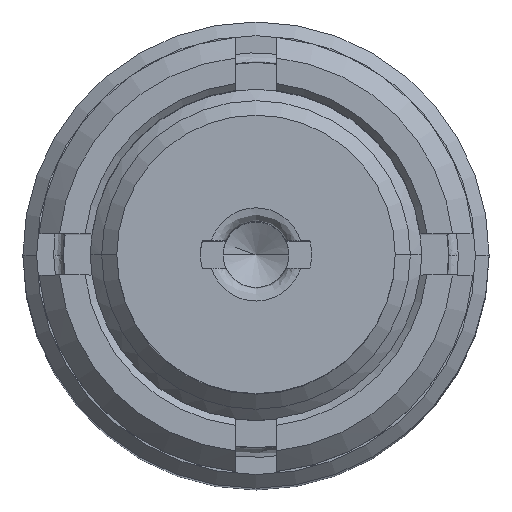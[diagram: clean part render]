
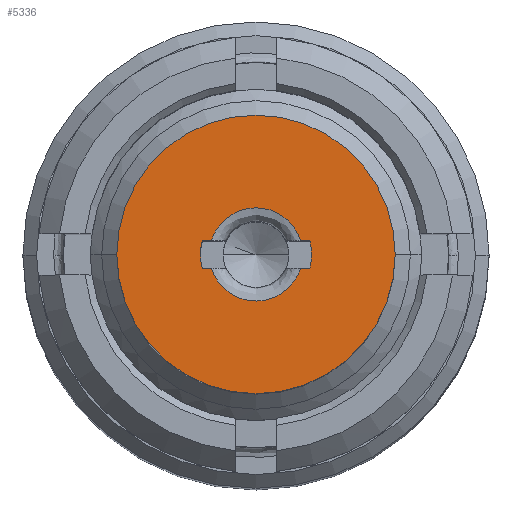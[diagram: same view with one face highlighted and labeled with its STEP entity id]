
A CAD part, top view. The second image highlights one B-rep face of the part: STEP entity #5336.
In plain terms, the highlighted planar face has unit normal (0, 0, 1).
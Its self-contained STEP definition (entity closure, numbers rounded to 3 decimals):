
#123 = CARTESIAN_POINT ( 'NONE',  ( 0., 0., -0.025 ) ) ;
#145 = DIRECTION ( 'NONE',  ( 1., 0., 0. ) ) ;
#150 = DIRECTION ( 'NONE',  ( 0., 0., -1. ) ) ;
#160 = CARTESIAN_POINT ( 'NONE',  ( 0., 0., -0.025 ) ) ;
#278 = CIRCLE ( 'NONE', #3980, 1.015 ) ;
#368 = VERTEX_POINT ( 'NONE', #2354 ) ;
#443 = VERTEX_POINT ( 'NONE', #2920 ) ;
#480 = EDGE_LOOP ( 'NONE', ( #6011, #1245 ) ) ;
#558 = CARTESIAN_POINT ( 'NONE',  ( -1.015, 0., -0.025 ) ) ;
#587 = VERTEX_POINT ( 'NONE', #1277 ) ;
#588 = LINE ( 'NONE', #5757, #1467 ) ;
#609 = CARTESIAN_POINT ( 'NONE',  ( 0.325, -0.1, -0.025 ) ) ;
#618 = CARTESIAN_POINT ( 'NONE',  ( 0.205, -0.491, -0.025 ) ) ;
#642 = CARTESIAN_POINT ( 'NONE',  ( -0.205, -0.491, -0.025 ) ) ;
#683 = CARTESIAN_POINT ( 'NONE',  ( -0.325, -0.1, -0.025 ) ) ;
#691 = CARTESIAN_POINT ( 'NONE',  ( 0.405, 0., -0.025 ) ) ;
#802 = CARTESIAN_POINT ( 'NONE',  ( 0.205, 0.491, -0.025 ) ) ;
#925 = VERTEX_POINT ( 'NONE', #4051 ) ;
#988 = CIRCLE ( 'NONE', #1728, 0.405 ) ;
#1245 = ORIENTED_EDGE ( 'NONE', *, *, #6189, .F. ) ;
#1277 = CARTESIAN_POINT ( 'NONE',  ( 0.392, 0.1, -0.025 ) ) ;
#1312 = CIRCLE ( 'NONE', #4421, 1.015 ) ;
#1325 = VERTEX_POINT ( 'NONE', #558 ) ;
#1467 = VECTOR ( 'NONE', #5596, 1000. ) ;
#1518 = EDGE_LOOP ( 'NONE', ( #5130, #3408, #6216, #2681, #2687, #1918, #3452, #5350, #5229 ) ) ;
#1585 =( BOUNDED_CURVE ( )  B_SPLINE_CURVE ( 3, ( #683, #642, #618, #609 ),
 .UNSPECIFIED., .F., .F. ) 
 B_SPLINE_CURVE_WITH_KNOTS ( ( 4, 4 ),
 ( 0., 1. ),
 .UNSPECIFIED. ) 
 CURVE ( )  GEOMETRIC_REPRESENTATION_ITEM ( )  RATIONAL_B_SPLINE_CURVE ( ( 1., 0.529, 0.529, 1. ) ) 
 REPRESENTATION_ITEM ( '' )  );
#1615 = AXIS2_PLACEMENT_3D ( 'NONE', #4649, #4638, #4616 ) ;
#1643 = VERTEX_POINT ( 'NONE', #4967 ) ;
#1728 = AXIS2_PLACEMENT_3D ( 'NONE', #4491, #4485, #4473 ) ;
#1854 = CARTESIAN_POINT ( 'NONE',  ( -0.392, -0.1, -0.025 ) ) ;
#1918 = ORIENTED_EDGE ( 'NONE', *, *, #4981, .T. ) ;
#1977 = CARTESIAN_POINT ( 'NONE',  ( -0.405, 0.1, -0.025 ) ) ;
#1979 = DIRECTION ( 'NONE',  ( 1., 0., 0. ) ) ;
#1999 = DIRECTION ( 'NONE',  ( -1., 0., 0. ) ) ;
#2002 = LINE ( 'NONE', #5282, #4159 ) ;
#2352 = CARTESIAN_POINT ( 'NONE',  ( -0.405, -0.1, -0.025 ) ) ;
#2354 = CARTESIAN_POINT ( 'NONE',  ( -0.325, 0.1, -0.025 ) ) ;
#2361 = DIRECTION ( 'NONE',  ( -1., 0., 0. ) ) ;
#2507 = VERTEX_POINT ( 'NONE', #1854 ) ;
#2526 =( BOUNDED_CURVE ( )  B_SPLINE_CURVE ( 3, ( #4267, #802, #5404, #2825 ),
 .UNSPECIFIED., .F., .T. ) 
 B_SPLINE_CURVE_WITH_KNOTS ( ( 4, 4 ),
 ( 0., 1. ),
 .UNSPECIFIED. ) 
 CURVE ( )  GEOMETRIC_REPRESENTATION_ITEM ( )  RATIONAL_B_SPLINE_CURVE ( ( 1., 0.529, 0.529, 1. ) ) 
 REPRESENTATION_ITEM ( '' )  );
#2681 = ORIENTED_EDGE ( 'NONE', *, *, #5475, .T. ) ;
#2687 = ORIENTED_EDGE ( 'NONE', *, *, #5220, .F. ) ;
#2823 = AXIS2_PLACEMENT_3D ( 'NONE', #2873, #2851, #2845 ) ;
#2825 = CARTESIAN_POINT ( 'NONE',  ( -0.325, 0.1, -0.025 ) ) ;
#2845 = DIRECTION ( 'NONE',  ( 1., 0., 0. ) ) ;
#2851 = DIRECTION ( 'NONE',  ( 0., 0., -1. ) ) ;
#2873 = CARTESIAN_POINT ( 'NONE',  ( 0., 0., -0.025 ) ) ;
#2910 = VECTOR ( 'NONE', #1979, 1000. ) ;
#2920 = CARTESIAN_POINT ( 'NONE',  ( 0.325, -0.1, -0.025 ) ) ;
#3061 = LINE ( 'NONE', #1977, #2910 ) ;
#3143 = DIRECTION ( 'NONE',  ( 1., 0., 0. ) ) ;
#3287 = CARTESIAN_POINT ( 'NONE',  ( 0., 0.24, -0.025 ) ) ;
#3408 = ORIENTED_EDGE ( 'NONE', *, *, #5815, .T. ) ;
#3434 = VERTEX_POINT ( 'NONE', #4521 ) ;
#3452 = ORIENTED_EDGE ( 'NONE', *, *, #4797, .T. ) ;
#3594 = CARTESIAN_POINT ( 'NONE',  ( 1.015, 0., -0.025 ) ) ;
#3980 = AXIS2_PLACEMENT_3D ( 'NONE', #123, #6040, #3143 ) ;
#4051 = CARTESIAN_POINT ( 'NONE',  ( 0.392, -0.1, -0.025 ) ) ;
#4159 = VECTOR ( 'NONE', #5260, 1000. ) ;
#4252 = LINE ( 'NONE', #2352, #4262 ) ;
#4262 = VECTOR ( 'NONE', #2361, 1000. ) ;
#4267 = CARTESIAN_POINT ( 'NONE',  ( 0.325, 0.1, -0.025 ) ) ;
#4325 = PLANE ( 'NONE',  #5988 ) ;
#4380 = VERTEX_POINT ( 'NONE', #5907 ) ;
#4421 = AXIS2_PLACEMENT_3D ( 'NONE', #160, #150, #145 ) ;
#4447 = CIRCLE ( 'NONE', #2823, 0.405 ) ;
#4473 = DIRECTION ( 'NONE',  ( 1., 0., 0. ) ) ;
#4481 = EDGE_CURVE ( 'NONE', #443, #925, #2002, .T. ) ;
#4485 = DIRECTION ( 'NONE',  ( 0., 0., -1. ) ) ;
#4491 = CARTESIAN_POINT ( 'NONE',  ( 0., 0., -0.025 ) ) ;
#4521 = CARTESIAN_POINT ( 'NONE',  ( 0.325, 0.1, -0.025 ) ) ;
#4616 = DIRECTION ( 'NONE',  ( 1., 0., 0. ) ) ;
#4620 = EDGE_CURVE ( 'NONE', #6012, #925, #988, .T. ) ;
#4638 = DIRECTION ( 'NONE',  ( 0., 0., -1. ) ) ;
#4649 = CARTESIAN_POINT ( 'NONE',  ( 0., 0., -0.025 ) ) ;
#4730 = FACE_BOUND ( 'NONE', #1518, .T. ) ;
#4735 = VERTEX_POINT ( 'NONE', #3594 ) ;
#4797 = EDGE_CURVE ( 'NONE', #587, #6012, #4447, .T. ) ;
#4967 = CARTESIAN_POINT ( 'NONE',  ( -0.325, -0.1, -0.025 ) ) ;
#4981 = EDGE_CURVE ( 'NONE', #3434, #587, #3061, .T. ) ;
#5130 = ORIENTED_EDGE ( 'NONE', *, *, #6015, .F. ) ;
#5220 = EDGE_CURVE ( 'NONE', #3434, #368, #2526, .T. ) ;
#5229 = ORIENTED_EDGE ( 'NONE', *, *, #4481, .F. ) ;
#5260 = DIRECTION ( 'NONE',  ( 1., 0., 0. ) ) ;
#5282 = CARTESIAN_POINT ( 'NONE',  ( 0., -0.1, -0.025 ) ) ;
#5336 = ADVANCED_FACE ( 'NONE', ( #5422, #4730 ), #4325, .F. ) ;
#5350 = ORIENTED_EDGE ( 'NONE', *, *, #4620, .T. ) ;
#5404 = CARTESIAN_POINT ( 'NONE',  ( -0.205, 0.491, -0.025 ) ) ;
#5422 = FACE_OUTER_BOUND ( 'NONE', #480, .T. ) ;
#5475 = EDGE_CURVE ( 'NONE', #4380, #368, #588, .T. ) ;
#5554 = EDGE_CURVE ( 'NONE', #2507, #4380, #6260, .T. ) ;
#5596 = DIRECTION ( 'NONE',  ( 1., 0., 0. ) ) ;
#5757 = CARTESIAN_POINT ( 'NONE',  ( -0.405, 0.1, -0.025 ) ) ;
#5815 = EDGE_CURVE ( 'NONE', #1643, #2507, #4252, .T. ) ;
#5907 = CARTESIAN_POINT ( 'NONE',  ( -0.392, 0.1, -0.025 ) ) ;
#5988 = AXIS2_PLACEMENT_3D ( 'NONE', #3287, #6179, #1999 ) ;
#6011 = ORIENTED_EDGE ( 'NONE', *, *, #6063, .F. ) ;
#6012 = VERTEX_POINT ( 'NONE', #691 ) ;
#6015 = EDGE_CURVE ( 'NONE', #1643, #443, #1585, .T. ) ;
#6040 = DIRECTION ( 'NONE',  ( 0., 0., -1. ) ) ;
#6063 = EDGE_CURVE ( 'NONE', #4735, #1325, #1312, .T. ) ;
#6179 = DIRECTION ( 'NONE',  ( 0., 0., -1. ) ) ;
#6189 = EDGE_CURVE ( 'NONE', #1325, #4735, #278, .T. ) ;
#6216 = ORIENTED_EDGE ( 'NONE', *, *, #5554, .T. ) ;
#6260 = CIRCLE ( 'NONE', #1615, 0.405 ) ;
